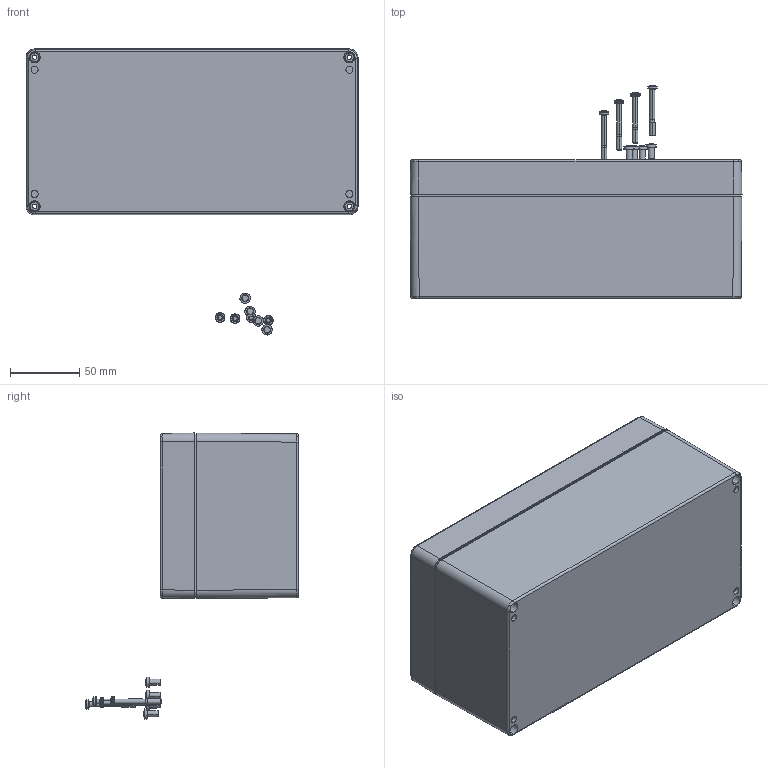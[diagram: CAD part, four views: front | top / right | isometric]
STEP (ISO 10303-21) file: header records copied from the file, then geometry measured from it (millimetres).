
FILE_DESCRIPTION (( 'STEP AP214' ), '1' );
FILE_NAME ('33122410.STEP', '2008-10-01T12:37:15', ( ' ' ), ( '' ), 'SwSTEP 2.0', 'SolidWorks 2008', '' );
FILE_SCHEMA (( 'AUTOMOTIVE_DESIGN' ));
Length unit declared in the file: millimetre
Products named in the file (9): 33122410; 31085_Standard; 93214_WN1442 D4,5x7,8; 82002_im Deckel eingebaut; 31090-Einpressbuchse_Standard; 5200.011.0_Standard; 51007_Standard; 34085_Standard
Assembly tree (17 placements, depth 3):
  33122410
    51007_Standard
      93214_WN1442 D4,5x7,8  x4
      5200.011.0_Standard  x4
    34085_Standard
    31085_Standard
      31090-Einpressbuchse_Standard  x4
      31085_Standard
    82002_im Deckel eingebaut
Bounding box: 240.5 x 154.77 x 207.21 mm (x, y, z)
Volume: 432359.7 mm3; surface area: 278222.7 mm2
Topology: 15 solids, 15 shells, 1400 faces, 3414 edges, 2092 vertices
Faces by surface type: plane 566, bspline 238, cylinder 228, cone 212, torus 148, sphere 8
Entity records: 39240 total; most frequent: CARTESIAN_POINT 17806, ORIENTED_EDGE 4656, DIRECTION 4140, EDGE_CURVE 2328, AXIS2_PLACEMENT_3D 1598, VERTEX_POINT 1402, EDGE_LOOP 1060, ADVANCED_FACE 986
